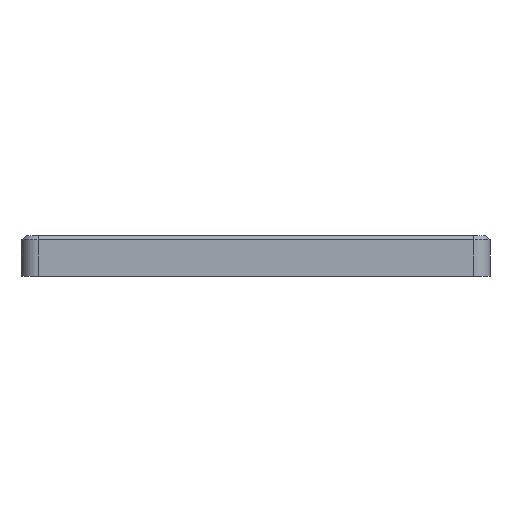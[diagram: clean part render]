
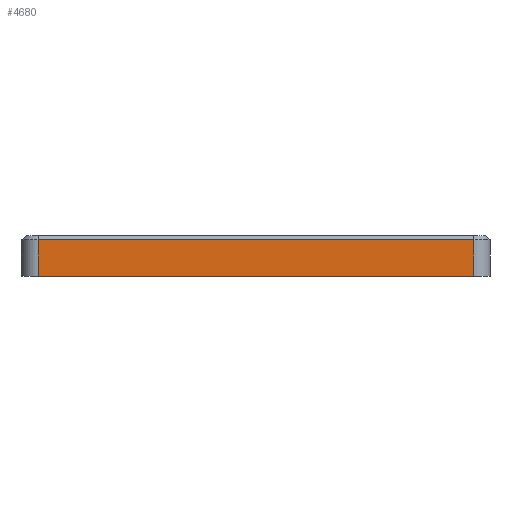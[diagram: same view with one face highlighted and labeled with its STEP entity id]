
A CAD part, left-side view. The second image highlights one B-rep face of the part: STEP entity #4680.
In plain terms, the highlighted planar face has unit normal (-1, 0, 0).
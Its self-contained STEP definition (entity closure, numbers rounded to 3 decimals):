
#236=PLANE('',#5064);
#468=FACE_OUTER_BOUND('',#756,.T.);
#756=EDGE_LOOP('',(#4291,#4292,#4293,#4294));
#1114=LINE('',#7265,#1622);
#1222=LINE('',#7546,#1730);
#1224=LINE('',#7551,#1732);
#1226=LINE('',#7554,#1734);
#1622=VECTOR('',#5916,10.);
#1730=VECTOR('',#6146,10.);
#1732=VECTOR('',#6152,10.);
#1734=VECTOR('',#6156,10.);
#2231=VERTEX_POINT('',#7255);
#2233=VERTEX_POINT('',#7261);
#2345=VERTEX_POINT('',#7543);
#2346=VERTEX_POINT('',#7545);
#2812=EDGE_CURVE('',#2231,#2233,#1114,.T.);
#2955=EDGE_CURVE('',#2345,#2346,#1222,.T.);
#2958=EDGE_CURVE('',#2233,#2345,#1224,.T.);
#2960=EDGE_CURVE('',#2346,#2231,#1226,.T.);
#4291=ORIENTED_EDGE('',*,*,#2812,.F.);
#4292=ORIENTED_EDGE('',*,*,#2960,.F.);
#4293=ORIENTED_EDGE('',*,*,#2955,.F.);
#4294=ORIENTED_EDGE('',*,*,#2958,.F.);
#4680=ADVANCED_FACE('',(#468),#236,.T.);
#5064=AXIS2_PLACEMENT_3D('',#7667,#6311,#6312);
#5916=DIRECTION('',(0.,-1.,0.));
#6146=DIRECTION('',(0.,1.,0.));
#6152=DIRECTION('',(0.,0.,-1.));
#6156=DIRECTION('',(0.,0.,1.));
#6311=DIRECTION('center_axis',(-1.,0.,0.));
#6312=DIRECTION('ref_axis',(0.,-1.,0.));
#7255=CARTESIAN_POINT('',(-167.015,167.893,1.));
#7261=CARTESIAN_POINT('',(-167.015,61.168,1.));
#7265=CARTESIAN_POINT('',(-167.015,143.212,1.));
#7543=CARTESIAN_POINT('',(-167.015,61.168,-8.));
#7545=CARTESIAN_POINT('',(-167.015,167.893,-8.));
#7546=CARTESIAN_POINT('',(-167.015,57.168,-8.));
#7551=CARTESIAN_POINT('',(-167.015,61.168,0.));
#7554=CARTESIAN_POINT('',(-167.015,167.893,0.));
#7667=CARTESIAN_POINT('Origin',(-167.015,171.893,0.));
